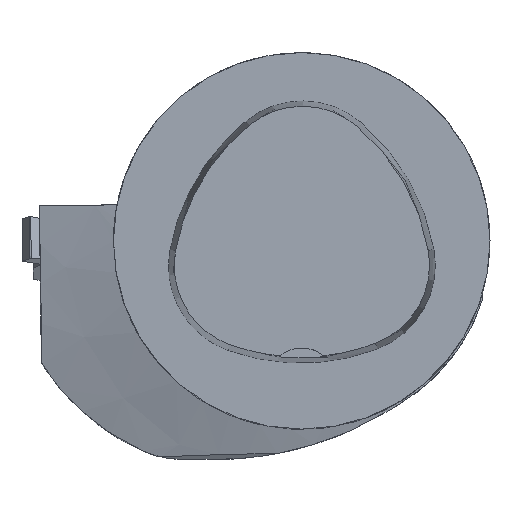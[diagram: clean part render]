
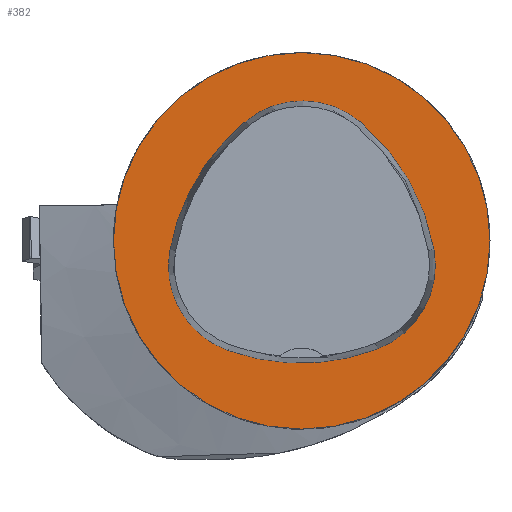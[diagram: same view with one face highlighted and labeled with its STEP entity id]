
A CAD part, top view. The second image highlights one B-rep face of the part: STEP entity #382.
In plain terms, the highlighted planar face has unit normal (0, 0, 1).
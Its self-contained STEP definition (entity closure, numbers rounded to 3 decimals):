
#146=FACE_BOUND('',#697,.T.);
#147=FACE_BOUND('',#698,.T.);
#272=CIRCLE('',#2548,31.5);
#273=CIRCLE('',#2554,36.);
#275=CIRCLE('',#2557,15.);
#277=CIRCLE('',#2560,36.);
#279=CIRCLE('',#2563,15.);
#283=CIRCLE('',#2568,36.);
#285=CIRCLE('',#2571,15.);
#382=ADVANCED_FACE('',(#146,#147),#468,.T.);
#468=PLANE('',#2576);
#697=EDGE_LOOP('',(#1250,#1251,#1252,#1253,#1254,#1255));
#698=EDGE_LOOP('',(#1256));
#1250=ORIENTED_EDGE('',*,*,#1884,.T.);
#1251=ORIENTED_EDGE('',*,*,#1864,.T.);
#1252=ORIENTED_EDGE('',*,*,#1868,.T.);
#1253=ORIENTED_EDGE('',*,*,#1871,.T.);
#1254=ORIENTED_EDGE('',*,*,#1874,.T.);
#1255=ORIENTED_EDGE('',*,*,#1882,.T.);
#1256=ORIENTED_EDGE('',*,*,#1855,.F.);
#1563=VERTEX_POINT('',#4048);
#1572=VERTEX_POINT('',#4067);
#1573=VERTEX_POINT('',#4068);
#1576=VERTEX_POINT('',#4076);
#1578=VERTEX_POINT('',#4082);
#1580=VERTEX_POINT('',#4088);
#1587=VERTEX_POINT('',#4109);
#1855=EDGE_CURVE('',#1563,#1563,#272,.T.);
#1864=EDGE_CURVE('',#1572,#1573,#273,.T.);
#1868=EDGE_CURVE('',#1573,#1576,#275,.T.);
#1871=EDGE_CURVE('',#1576,#1578,#277,.T.);
#1874=EDGE_CURVE('',#1578,#1580,#279,.T.);
#1882=EDGE_CURVE('',#1580,#1587,#283,.T.);
#1884=EDGE_CURVE('',#1587,#1572,#285,.T.);
#2548=AXIS2_PLACEMENT_3D('',#4047,#3113,#3114);
#2554=AXIS2_PLACEMENT_3D('',#4066,#3129,#3130);
#2557=AXIS2_PLACEMENT_3D('',#4075,#3137,#3138);
#2560=AXIS2_PLACEMENT_3D('',#4081,#3144,#3145);
#2563=AXIS2_PLACEMENT_3D('',#4087,#3151,#3152);
#2568=AXIS2_PLACEMENT_3D('',#4110,#3163,#3164);
#2571=AXIS2_PLACEMENT_3D('',#4113,#3169,#3170);
#2576=AXIS2_PLACEMENT_3D('',#4118,#3179,#3180);
#3113=DIRECTION('',(0.,0.,-1.));
#3114=DIRECTION('',(-1.,0.,0.));
#3129=DIRECTION('',(0.,0.,-1.));
#3130=DIRECTION('',(-1.,0.,0.));
#3137=DIRECTION('',(0.,0.,-1.));
#3138=DIRECTION('',(-1.,0.,0.));
#3144=DIRECTION('',(0.,0.,-1.));
#3145=DIRECTION('',(-1.,0.,0.));
#3151=DIRECTION('',(0.,0.,-1.));
#3152=DIRECTION('',(-1.,0.,0.));
#3163=DIRECTION('',(0.,0.,-1.));
#3164=DIRECTION('',(-1.,0.,0.));
#3169=DIRECTION('',(0.,0.,-1.));
#3170=DIRECTION('',(-1.,0.,0.));
#3179=DIRECTION('',(0.,0.,1.));
#3180=DIRECTION('',(1.,0.,0.));
#4047=CARTESIAN_POINT('',(0.,0.,0.));
#4048=CARTESIAN_POINT('',(-31.5,0.,0.));
#4066=CARTESIAN_POINT('',(13.398,-7.893,0.));
#4067=CARTESIAN_POINT('',(-22.041,-1.562,0.));
#4068=CARTESIAN_POINT('',(-9.317,20.036,0.));
#4075=CARTESIAN_POINT('',(0.148,8.399,0.));
#4076=CARTESIAN_POINT('',(9.779,19.898,0.));
#4081=CARTESIAN_POINT('',(-13.337,-7.7,0.));
#4082=CARTESIAN_POINT('',(22.122,-1.48,0.));
#4087=CARTESIAN_POINT('',(7.347,-4.071,0.));
#4088=CARTESIAN_POINT('',(12.693,-18.087,0.));
#4109=CARTESIAN_POINT('',(-12.373,-18.307,0.));
#4110=CARTESIAN_POINT('',(-0.137,15.55,0.));
#4113=CARTESIAN_POINT('',(-7.275,-4.2,0.));
#4118=CARTESIAN_POINT('',(0.,0.,0.));
